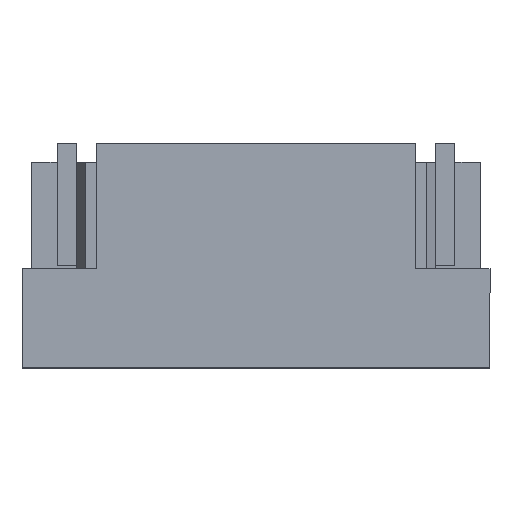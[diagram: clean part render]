
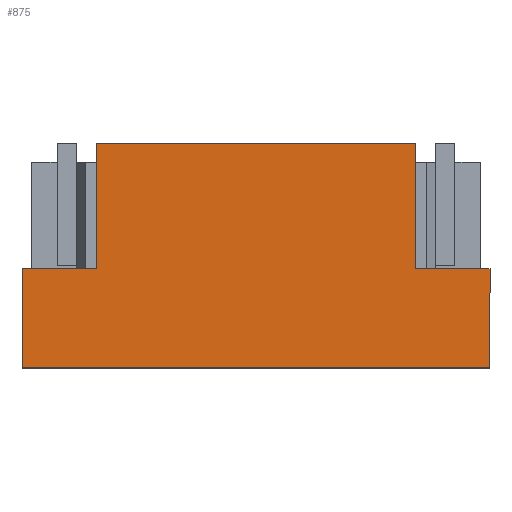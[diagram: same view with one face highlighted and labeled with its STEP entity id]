
A CAD part, top view. The second image highlights one B-rep face of the part: STEP entity #875.
In plain terms, the highlighted planar face has unit normal (0, 0, 1).
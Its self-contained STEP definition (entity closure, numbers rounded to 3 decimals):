
#825=AXIS2_PLACEMENT_3D('Plane Axis2P3D',#822,#823,#824) ;
#76=CARTESIAN_POINT('Line Origine',(-12.52,0.,12.5)) ;
#80=CARTESIAN_POINT('Vertex',(-4.,0.,12.5)) ;
#82=CARTESIAN_POINT('Vertex',(-21.04,0.,12.5)) ;
#382=CARTESIAN_POINT('Vertex',(0.,-12.,12.5)) ;
#385=CARTESIAN_POINT('Line Origine',(-12.52,-12.,12.5)) ;
#389=CARTESIAN_POINT('Vertex',(-25.04,-12.,12.5)) ;
#822=CARTESIAN_POINT('Axis2P3D Location',(-25.22,0.,12.5)) ;
#827=CARTESIAN_POINT('Line Origine',(0.,-9.35,12.5)) ;
#831=CARTESIAN_POINT('Vertex',(0.,-6.7,12.5)) ;
#834=CARTESIAN_POINT('Line Origine',(-2.,-6.7,12.5)) ;
#838=CARTESIAN_POINT('Vertex',(-4.,-6.7,12.5)) ;
#841=CARTESIAN_POINT('Line Origine',(-4.,-3.35,12.5)) ;
#846=CARTESIAN_POINT('Line Origine',(-21.04,-3.35,12.5)) ;
#850=CARTESIAN_POINT('Vertex',(-21.04,-6.7,12.5)) ;
#853=CARTESIAN_POINT('Line Origine',(-23.04,-6.7,12.5)) ;
#857=CARTESIAN_POINT('Vertex',(-25.04,-6.7,12.5)) ;
#860=CARTESIAN_POINT('Line Origine',(-25.04,-9.35,12.5)) ;
#77=DIRECTION('Vector Direction',(1.,0.,0.)) ;
#386=DIRECTION('Vector Direction',(1.,0.,0.)) ;
#823=DIRECTION('Axis2P3D Direction',(0.,0.,1.)) ;
#824=DIRECTION('Axis2P3D XDirection',(0.,-1.,0.)) ;
#828=DIRECTION('Vector Direction',(0.,-1.,0.)) ;
#835=DIRECTION('Vector Direction',(1.,0.,0.)) ;
#842=DIRECTION('Vector Direction',(0.,1.,0.)) ;
#847=DIRECTION('Vector Direction',(0.,1.,0.)) ;
#854=DIRECTION('Vector Direction',(1.,0.,0.)) ;
#861=DIRECTION('Vector Direction',(0.,-1.,0.)) ;
#78=VECTOR('Line Direction',#77,1.) ;
#387=VECTOR('Line Direction',#386,1.) ;
#829=VECTOR('Line Direction',#828,1.) ;
#836=VECTOR('Line Direction',#835,1.) ;
#843=VECTOR('Line Direction',#842,1.) ;
#848=VECTOR('Line Direction',#847,1.) ;
#855=VECTOR('Line Direction',#854,1.) ;
#862=VECTOR('Line Direction',#861,1.) ;
#866=ORIENTED_EDGE('',*,*,#391,.T.) ;
#867=ORIENTED_EDGE('',*,*,#833,.F.) ;
#868=ORIENTED_EDGE('',*,*,#840,.T.) ;
#869=ORIENTED_EDGE('',*,*,#845,.F.) ;
#870=ORIENTED_EDGE('',*,*,#84,.T.) ;
#871=ORIENTED_EDGE('',*,*,#852,.T.) ;
#872=ORIENTED_EDGE('',*,*,#859,.F.) ;
#873=ORIENTED_EDGE('',*,*,#864,.T.) ;
#875=ADVANCED_FACE('Housing',(#874),#826,.T.) ;
#84=EDGE_CURVE('',#81,#83,#79,.F.) ;
#391=EDGE_CURVE('',#390,#383,#388,.T.) ;
#833=EDGE_CURVE('',#832,#383,#830,.T.) ;
#840=EDGE_CURVE('',#832,#839,#837,.F.) ;
#845=EDGE_CURVE('',#81,#839,#844,.F.) ;
#852=EDGE_CURVE('',#83,#851,#849,.F.) ;
#859=EDGE_CURVE('',#858,#851,#856,.T.) ;
#864=EDGE_CURVE('',#858,#390,#863,.T.) ;
#865=EDGE_LOOP('',(#866,#867,#868,#869,#870,#871,#872,#873)) ;
#874=FACE_OUTER_BOUND('',#865,.T.) ;
#79=LINE('Line',#76,#78) ;
#388=LINE('Line',#385,#387) ;
#830=LINE('Line',#827,#829) ;
#837=LINE('Line',#834,#836) ;
#844=LINE('Line',#841,#843) ;
#849=LINE('Line',#846,#848) ;
#856=LINE('Line',#853,#855) ;
#863=LINE('Line',#860,#862) ;
#826=PLANE('',#825) ;
#81=VERTEX_POINT('',#80) ;
#83=VERTEX_POINT('',#82) ;
#383=VERTEX_POINT('',#382) ;
#390=VERTEX_POINT('',#389) ;
#832=VERTEX_POINT('',#831) ;
#839=VERTEX_POINT('',#838) ;
#851=VERTEX_POINT('',#850) ;
#858=VERTEX_POINT('',#857) ;
